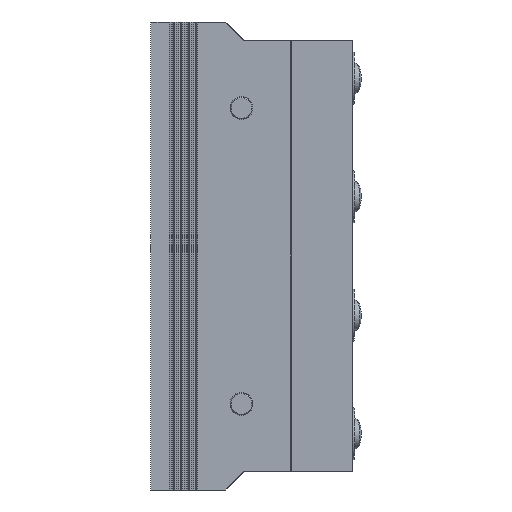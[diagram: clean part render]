
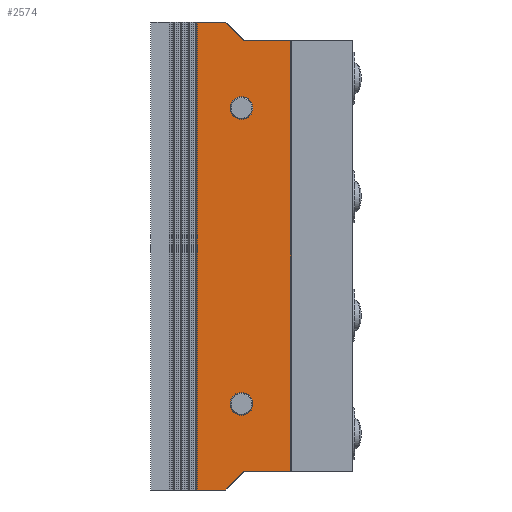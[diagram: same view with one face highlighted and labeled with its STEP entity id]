
A CAD part, left-side view. The second image highlights one B-rep face of the part: STEP entity #2574.
In plain terms, the highlighted planar face has unit normal (-1, 0, 0).
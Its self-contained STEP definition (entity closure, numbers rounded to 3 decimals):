
#706=PLANE('',#7717);
#1038=LINE('',#10617,#1814);
#1039=LINE('',#10620,#1815);
#1040=LINE('',#10622,#1816);
#1041=LINE('',#10624,#1817);
#1042=LINE('',#10626,#1818);
#1043=LINE('',#10628,#1819);
#1044=LINE('',#10630,#1820);
#1045=LINE('',#10632,#1821);
#1814=VECTOR('',#8528,1.);
#1815=VECTOR('',#8529,1.);
#1816=VECTOR('',#8530,1.);
#1817=VECTOR('',#8531,1.);
#1818=VECTOR('',#8532,1.);
#1819=VECTOR('',#8533,1.);
#1820=VECTOR('',#8534,1.);
#1821=VECTOR('',#8535,1.);
#2574=ADVANCED_FACE('',(#3008,#3009,#3010),#706,.T.);
#3008=FACE_BOUND('',#3189,.T.);
#3009=FACE_BOUND('',#3190,.T.);
#3010=FACE_BOUND('',#3191,.T.);
#3189=EDGE_LOOP('',(#3787));
#3190=EDGE_LOOP('',(#3788,#3789,#3790,#3791,#3792,#3793,#3794,#3795));
#3191=EDGE_LOOP('',(#3796));
#3787=ORIENTED_EDGE('',*,*,#6508,.T.);
#3788=ORIENTED_EDGE('',*,*,#6509,.F.);
#3789=ORIENTED_EDGE('',*,*,#6510,.F.);
#3790=ORIENTED_EDGE('',*,*,#6511,.T.);
#3791=ORIENTED_EDGE('',*,*,#6512,.F.);
#3792=ORIENTED_EDGE('',*,*,#6513,.F.);
#3793=ORIENTED_EDGE('',*,*,#6514,.T.);
#3794=ORIENTED_EDGE('',*,*,#6515,.F.);
#3795=ORIENTED_EDGE('',*,*,#6516,.F.);
#3796=ORIENTED_EDGE('',*,*,#6517,.T.);
#5760=VERTEX_POINT('',#10616);
#5761=VERTEX_POINT('',#10618);
#5762=VERTEX_POINT('',#10619);
#5763=VERTEX_POINT('',#10621);
#5764=VERTEX_POINT('',#10623);
#5765=VERTEX_POINT('',#10625);
#5766=VERTEX_POINT('',#10627);
#5767=VERTEX_POINT('',#10629);
#5768=VERTEX_POINT('',#10631);
#5769=VERTEX_POINT('',#10634);
#6508=EDGE_CURVE('',#5760,#5760,#7482,.T.);
#6509=EDGE_CURVE('',#5761,#5762,#1038,.T.);
#6510=EDGE_CURVE('',#5763,#5761,#1039,.T.);
#6511=EDGE_CURVE('',#5763,#5764,#1040,.T.);
#6512=EDGE_CURVE('',#5765,#5764,#1041,.T.);
#6513=EDGE_CURVE('',#5766,#5765,#1042,.T.);
#6514=EDGE_CURVE('',#5766,#5767,#1043,.T.);
#6515=EDGE_CURVE('',#5768,#5767,#1044,.T.);
#6516=EDGE_CURVE('',#5762,#5768,#1045,.T.);
#6517=EDGE_CURVE('',#5769,#5769,#7483,.T.);
#7482=CIRCLE('',#7715,3.05);
#7483=CIRCLE('',#7716,3.05);
#7715=AXIS2_PLACEMENT_3D('',#10615,#8526,#8527);
#7716=AXIS2_PLACEMENT_3D('',#10633,#8536,#8537);
#7717=AXIS2_PLACEMENT_3D('',#10635,#8538,#8539);
#8526=DIRECTION('',(1.,0.,0.));
#8527=DIRECTION('',(0.,0.,1.));
#8528=DIRECTION('',(0.,0.707,-0.707));
#8529=DIRECTION('',(0.,1.,0.));
#8530=DIRECTION('',(0.,0.,1.));
#8531=DIRECTION('',(0.,-1.,0.));
#8532=DIRECTION('',(0.,-0.707,-0.707));
#8533=DIRECTION('',(0.,1.,0.));
#8534=DIRECTION('',(0.,0.,1.));
#8535=DIRECTION('',(0.,1.,0.));
#8536=DIRECTION('',(1.,0.,0.));
#8537=DIRECTION('',(0.,0.,1.));
#8538=DIRECTION('',(-1.,0.,0.));
#8539=DIRECTION('',(0.,1.,0.));
#10615=CARTESIAN_POINT('',(-25.003,-24.21,102.));
#10616=CARTESIAN_POINT('',(-25.003,-24.21,105.05));
#10617=CARTESIAN_POINT('',(-25.003,-28.63,8.75));
#10618=CARTESIAN_POINT('',(-25.003,-24.88,5.));
#10619=CARTESIAN_POINT('',(-25.003,-19.88,0.));
#10620=CARTESIAN_POINT('',(-25.003,-37.38,5.));
#10621=CARTESIAN_POINT('',(-25.003,-37.38,5.));
#10622=CARTESIAN_POINT('',(-25.003,-37.38,0.));
#10623=CARTESIAN_POINT('',(-25.003,-37.38,120.));
#10624=CARTESIAN_POINT('',(-25.003,-37.38,120.));
#10625=CARTESIAN_POINT('',(-25.003,-24.88,120.));
#10626=CARTESIAN_POINT('',(-25.003,-91.13,53.75));
#10627=CARTESIAN_POINT('',(-25.003,-19.88,125.));
#10628=CARTESIAN_POINT('',(-25.003,-37.38,125.));
#10629=CARTESIAN_POINT('',(-25.003,-12.38,125.));
#10630=CARTESIAN_POINT('',(-25.003,-12.38,0.));
#10631=CARTESIAN_POINT('',(-25.003,-12.38,0.));
#10632=CARTESIAN_POINT('',(-25.003,-37.38,0.));
#10633=CARTESIAN_POINT('',(-25.003,-24.21,23.));
#10634=CARTESIAN_POINT('',(-25.003,-24.21,26.05));
#10635=CARTESIAN_POINT('',(-25.003,-37.38,0.));
